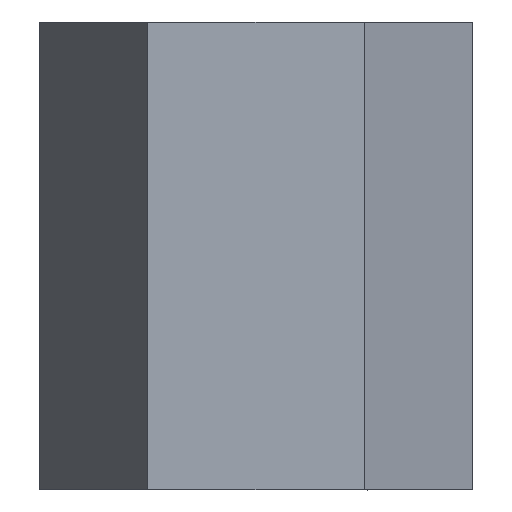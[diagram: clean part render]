
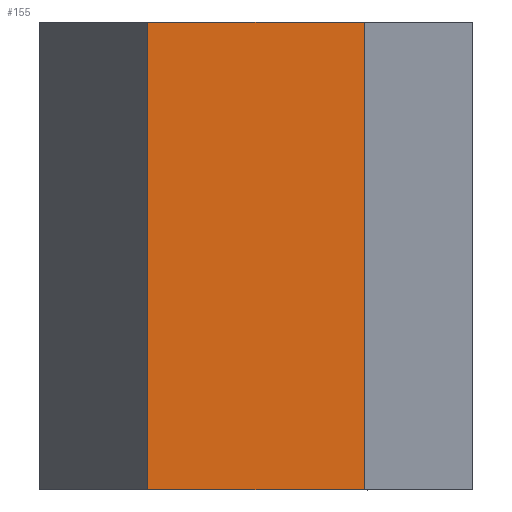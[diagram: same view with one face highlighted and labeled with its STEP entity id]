
A CAD part, left-side view. The second image highlights one B-rep face of the part: STEP entity #155.
In plain terms, the highlighted planar face has unit normal (-1, 0, 0).
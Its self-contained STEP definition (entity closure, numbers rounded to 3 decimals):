
#155=ADVANCED_FACE('',(#6333),#6335,.T.);
#6333=FACE_BOUND('',#6334,.T.);
#6334=EDGE_LOOP('',(#6981,#6982,#6983,#6984));
#6335=PLANE('',#6336);
#6336=AXIS2_PLACEMENT_3D('',#6337,#6338,#6339);
#6337=CARTESIAN_POINT('',(-2.,1.155,0.));
#6338=DIRECTION('',(-1.,0.,0.));
#6339=DIRECTION('',(0.,-1.,0.));
#6981=ORIENTED_EDGE('',*,*,#7041,.T.);
#6982=ORIENTED_EDGE('',*,*,#7070,.T.);
#6983=ORIENTED_EDGE('',*,*,#7037,.F.);
#6984=ORIENTED_EDGE('',*,*,#7069,.F.);
#7037=EDGE_CURVE('',#7109,#7111,#7112,.T.);
#7041=EDGE_CURVE('',#7118,#7115,#7119,.T.);
#7069=EDGE_CURVE('',#7118,#7109,#7164,.T.);
#7070=EDGE_CURVE('',#7115,#7111,#7165,.T.);
#7109=VERTEX_POINT('',#7384);
#7111=VERTEX_POINT('',#7388);
#7112=LINE('',#7389,#7390);
#7115=VERTEX_POINT('',#7415);
#7118=VERTEX_POINT('',#7420);
#7119=LINE('',#7421,#7422);
#7164=LINE('',#9572,#9573);
#7165=LINE('',#9575,#9576);
#7384=CARTESIAN_POINT('',(-2.,1.155,5.));
#7388=CARTESIAN_POINT('',(-2.,-1.155,5.));
#7389=CARTESIAN_POINT('',(-2.,1.155,5.));
#7390=VECTOR('',#7391,1.);
#7391=DIRECTION('',(0.,-1.,0.));
#7415=CARTESIAN_POINT('',(-2.,-1.155,0.));
#7420=CARTESIAN_POINT('',(-2.,1.155,0.));
#7421=CARTESIAN_POINT('',(-2.,1.155,0.));
#7422=VECTOR('',#7423,1.);
#7423=DIRECTION('',(0.,-1.,0.));
#9572=CARTESIAN_POINT('',(-2.,1.155,0.));
#9573=VECTOR('',#9574,1.);
#9574=DIRECTION('',(0.,0.,1.));
#9575=CARTESIAN_POINT('',(-2.,-1.155,0.));
#9576=VECTOR('',#9577,1.);
#9577=DIRECTION('',(0.,0.,1.));
